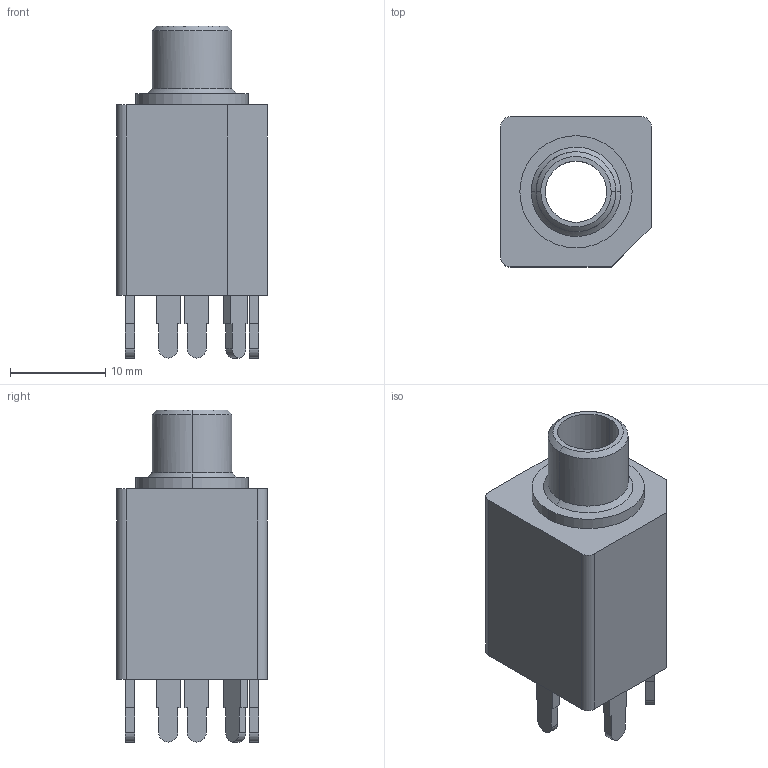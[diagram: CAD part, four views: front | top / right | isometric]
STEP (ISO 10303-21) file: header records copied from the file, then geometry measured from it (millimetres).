
FILE_DESCRIPTION (( 'STEP AP214' ), '1' );
FILE_NAME ('User Library-jack-4.STEP', '2021-08-01T23:55:40', ( '' ), ( '' ), 'SwSTEP 2.0', 'SolidWorks 2021', '' );
FILE_SCHEMA (( 'AUTOMOTIVE_DESIGN' ));
Length unit declared in the file: millimetre
Products named in the file (1): User Library-jack-4
Bounding box: 15.8 x 15.8 x 34.9 mm (x, y, z)
Volume: 1802.4 mm3; surface area: 3371.4 mm2
Topology: 7 solids, 7 shells, 86 faces, 206 edges, 136 vertices
Faces by surface type: plane 61, cylinder 21, bspline 4
Entity records: 4230 total; most frequent: CARTESIAN_POINT 1361, ORIENTED_EDGE 412, DIRECTION 398, EDGE_CURVE 206, LINE 156, VECTOR 156, VERTEX_POINT 136, AXIS2_PLACEMENT_3D 121
